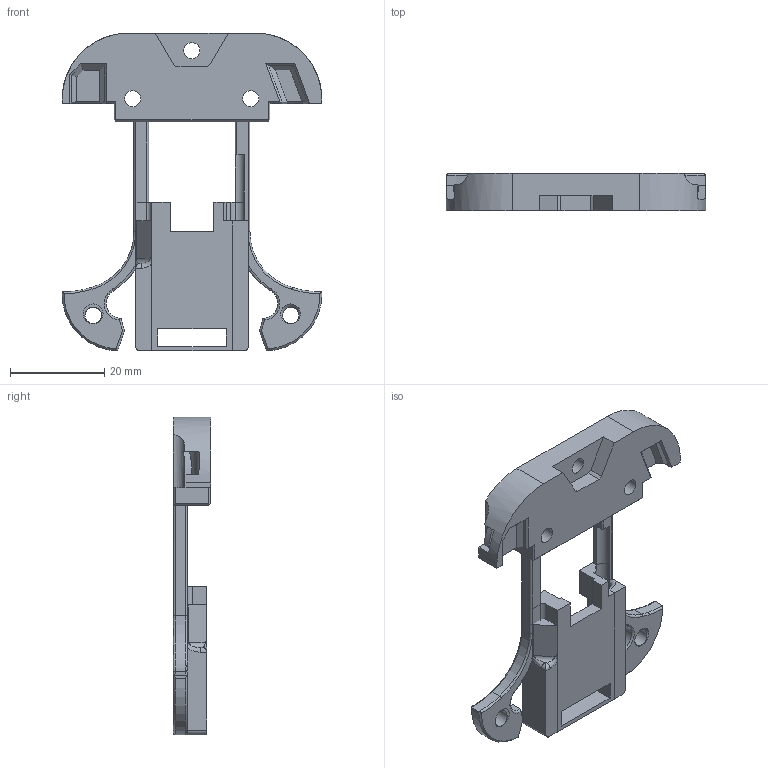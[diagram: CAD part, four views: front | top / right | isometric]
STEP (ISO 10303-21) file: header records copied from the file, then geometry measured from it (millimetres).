
FILE_DESCRIPTION(/* description */ (''),/* implementation_level */ '2;1');
FILE_NAME(/* name */ 'ex_spacer.step.step',/* time_stamp */ '2025-07-02T22:12:17-04:00',/* author */ (''),/* organization */ (''),/* preprocessor_version */ 'ST-DEVELOPER v20.1',/* originating_system */ 'Autodesk Translation Framework v14.10.0.0',/* authorisation */ '');
FILE_SCHEMA (('AUTOMOTIVE_DESIGN { 1 0 10303 214 3 1 1 }'));
Length unit declared in the file: millimetre
Products named in the file (3): DragonBurner SC V1.1R2; Backplate; Spacer
Assembly tree (2 placements, depth 3):
  DragonBurner SC V1.1R2
    Backplate
      Spacer
Bounding box: 55 x 7.97 x 67.27 mm (x, y, z)
Volume: 10056.2 mm3; surface area: 8251.8 mm2
Topology: 4 solids, 4 shells, 247 faces, 662 edges, 420 vertices
Faces by surface type: plane 157, cylinder 52, torus 15, bspline 13, cone 10
Full cylindrical faces by diameter (mm): 3.4 x3, 3.5 x2
Entity records: 8315 total; most frequent: CARTESIAN_POINT 2077, ORIENTED_EDGE 1324, DIRECTION 1235, EDGE_CURVE 662, LINE 457, VECTOR 457, VERTEX_POINT 420, AXIS2_PLACEMENT_3D 389
